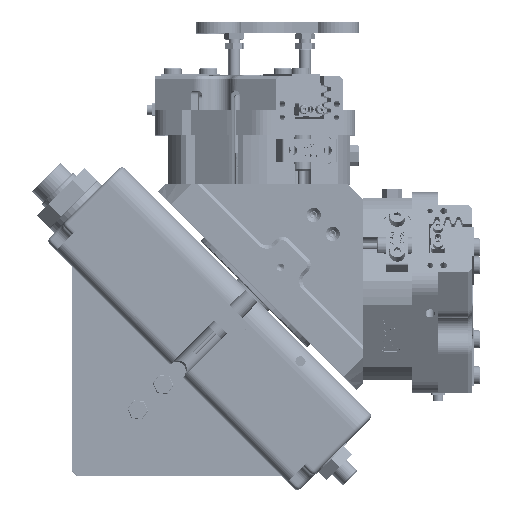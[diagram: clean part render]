
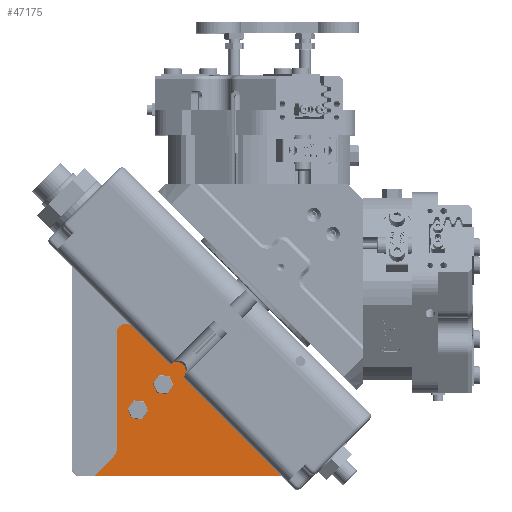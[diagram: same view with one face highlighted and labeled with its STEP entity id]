
A CAD part, top view. The second image highlights one B-rep face of the part: STEP entity #47175.
In plain terms, the highlighted planar face has unit normal (0, 0, 1).
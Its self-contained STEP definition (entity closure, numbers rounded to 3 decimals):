
#110 = DIRECTION ( 'NONE',  ( 0.707, -0.707, 0. ) ) ;
#2881 = ORIENTED_EDGE ( 'NONE', *, *, #59486, .F. ) ;
#3225 = DIRECTION ( 'NONE',  ( 1., 0., 0. ) ) ;
#4271 = VERTEX_POINT ( 'NONE', #110077 ) ;
#4558 = VERTEX_POINT ( 'NONE', #36947 ) ;
#6492 = VERTEX_POINT ( 'NONE', #11049 ) ;
#6546 = CIRCLE ( 'NONE', #73161, 4.05 ) ;
#7642 = DIRECTION ( 'NONE',  ( 0., 0., 1. ) ) ;
#8025 = LINE ( 'NONE', #68378, #64725 ) ;
#8554 = CARTESIAN_POINT ( 'NONE',  ( 25.592, -38.99, 207.7 ) ) ;
#9582 = DIRECTION ( 'NONE',  ( -0.707, 0.707, 0. ) ) ;
#11049 = CARTESIAN_POINT ( 'NONE',  ( 25.592, -19.06, 207.7 ) ) ;
#12575 = CARTESIAN_POINT ( 'NONE',  ( 12.935, -19.06, 207.7 ) ) ;
#14549 = EDGE_CURVE ( 'NONE', #68999, #88611, #55015, .T. ) ;
#15268 = ORIENTED_EDGE ( 'NONE', *, *, #42511, .T. ) ;
#22404 = ORIENTED_EDGE ( 'NONE', *, *, #23123, .F. ) ;
#22782 = CARTESIAN_POINT ( 'NONE',  ( 30.63, -19.15, 207.7 ) ) ;
#23123 = EDGE_CURVE ( 'NONE', #87037, #6492, #51228, .T. ) ;
#24218 = CARTESIAN_POINT ( 'NONE',  ( 27.802, -21.978, 207.7 ) ) ;
#25365 = DIRECTION ( 'NONE',  ( -0.707, 0.707, 0. ) ) ;
#25747 = ORIENTED_EDGE ( 'NONE', *, *, #14549, .F. ) ;
#25834 = EDGE_CURVE ( 'NONE', #6492, #65378, #58858, .T. ) ;
#26184 = EDGE_CURVE ( 'NONE', #87037, #64854, #46608, .T. ) ;
#28384 = VECTOR ( 'NONE', #50555, 1000. ) ;
#29553 = VERTEX_POINT ( 'NONE', #92583 ) ;
#31676 = EDGE_CURVE ( 'NONE', #4558, #4271, #74535, .T. ) ;
#32085 = CIRCLE ( 'NONE', #84984, 4. ) ;
#32256 = VERTEX_POINT ( 'NONE', #99487 ) ;
#33690 = EDGE_CURVE ( 'NONE', #29553, #88611, #8025, .T. ) ;
#34356 = CARTESIAN_POINT ( 'NONE',  ( 97.14, -85.66, 207.7 ) ) ;
#35965 = DIRECTION ( 'NONE',  ( 0., 0., 1. ) ) ;
#36947 = CARTESIAN_POINT ( 'NONE',  ( 47.435, -35.955, 207.7 ) ) ;
#37053 = DIRECTION ( 'NONE',  ( 1., -0.029, 0. ) ) ;
#37375 = CARTESIAN_POINT ( 'NONE',  ( 18.802, -73.588, 207.7 ) ) ;
#37730 = DIRECTION ( 'NONE',  ( -0.707, 0.707, 0. ) ) ;
#37844 = DIRECTION ( 'NONE',  ( 0., 0., 1. ) ) ;
#39996 = CARTESIAN_POINT ( 'NONE',  ( 25.067, -19.06, 207.7 ) ) ;
#40398 = LINE ( 'NONE', #22782, #28384 ) ;
#41762 = DIRECTION ( 'NONE',  ( 0., 0., -1. ) ) ;
#42027 = AXIS2_PLACEMENT_3D ( 'NONE', #24218, #7642, #25365 ) ;
#42148 = CARTESIAN_POINT ( 'NONE',  ( 50.471, -38.99, 207.7 ) ) ;
#42373 = VERTEX_POINT ( 'NONE', #80293 ) ;
#42511 = EDGE_CURVE ( 'NONE', #91244, #32256, #55577, .T. ) ;
#42779 = CARTESIAN_POINT ( 'NONE',  ( 53.506, -42.026, 207.7 ) ) ;
#42931 = CIRCLE ( 'NONE', #88583, 5. ) ;
#44708 = ORIENTED_EDGE ( 'NONE', *, *, #81971, .T. ) ;
#45804 = CARTESIAN_POINT ( 'NONE',  ( 53.496, -41.683, 207.7 ) ) ;
#45989 = ORIENTED_EDGE ( 'NONE', *, *, #26184, .T. ) ;
#46608 = CIRCLE ( 'NONE', #62285, 4. ) ;
#47175 = ADVANCED_FACE ( 'NONE', ( #51314 ), #51821, .F. ) ;
#50030 = ORIENTED_EDGE ( 'NONE', *, *, #31676, .F. ) ;
#50312 = EDGE_CURVE ( 'NONE', #32256, #29553, #42931, .T. ) ;
#50555 = DIRECTION ( 'NONE',  ( 0.707, -0.707, 0. ) ) ;
#51228 = LINE ( 'NONE', #12575, #60712 ) ;
#51314 = FACE_OUTER_BOUND ( 'NONE', #51676, .T. ) ;
#51676 = EDGE_LOOP ( 'NONE', ( #85679, #22404, #45989, #44708, #15268, #82625, #53740, #25747, #109714, #2881, #65724, #50030, #108458, #59353 ) ) ;
#51821 = PLANE ( 'NONE',  #53723 ) ;
#53723 = AXIS2_PLACEMENT_3D ( 'NONE', #86523, #59410, #94085 ) ;
#53740 = ORIENTED_EDGE ( 'NONE', *, *, #33690, .T. ) ;
#55015 = LINE ( 'NONE', #34356, #80669 ) ;
#55471 = VECTOR ( 'NONE', #107928, 1000. ) ;
#55577 = LINE ( 'NONE', #91919, #65153 ) ;
#56043 = CARTESIAN_POINT ( 'NONE',  ( 13.802, -85.66, 207.7 ) ) ;
#58478 = DIRECTION ( 'NONE',  ( -1., 0., 0. ) ) ;
#58858 = LINE ( 'NONE', #8554, #104654 ) ;
#59004 = VERTEX_POINT ( 'NONE', #108442 ) ;
#59353 = ORIENTED_EDGE ( 'NONE', *, *, #99177, .T. ) ;
#59410 = DIRECTION ( 'NONE',  ( 0., 0., -1. ) ) ;
#59486 = EDGE_CURVE ( 'NONE', #42373, #104337, #104099, .T. ) ;
#59797 = DIRECTION ( 'NONE',  ( 0., 1., 0. ) ) ;
#60712 = VECTOR ( 'NONE', #3225, 1000. ) ;
#61219 = CARTESIAN_POINT ( 'NONE',  ( 27.802, -21.978, 207.7 ) ) ;
#62285 = AXIS2_PLACEMENT_3D ( 'NONE', #107530, #37844, #63165 ) ;
#63165 = DIRECTION ( 'NONE',  ( -0.707, 0.707, 0. ) ) ;
#64725 = VECTOR ( 'NONE', #77026, 1000. ) ;
#64854 = VERTEX_POINT ( 'NONE', #78606 ) ;
#65153 = VECTOR ( 'NONE', #74607, 1000. ) ;
#65378 = VERTEX_POINT ( 'NONE', #77801 ) ;
#65724 = ORIENTED_EDGE ( 'NONE', *, *, #76407, .F. ) ;
#68213 = DIRECTION ( 'NONE',  ( -0.707, 0.707, 0. ) ) ;
#68378 = CARTESIAN_POINT ( 'NONE',  ( 13.802, -85.66, 207.7 ) ) ;
#68999 = VERTEX_POINT ( 'NONE', #78020 ) ;
#73161 = AXIS2_PLACEMENT_3D ( 'NONE', #42148, #41762, #68213 ) ;
#74535 = LINE ( 'NONE', #104871, #109467 ) ;
#74607 = DIRECTION ( 'NONE',  ( 0., -1., 0. ) ) ;
#75018 = VECTOR ( 'NONE', #110, 1000. ) ;
#76407 = EDGE_CURVE ( 'NONE', #4271, #42373, #6546, .T. ) ;
#77026 = DIRECTION ( 'NONE',  ( -0.707, -0.707, 0. ) ) ;
#77801 = CARTESIAN_POINT ( 'NONE',  ( 25.592, -18.644, 207.7 ) ) ;
#78020 = CARTESIAN_POINT ( 'NONE',  ( 97.14, -85.66, 207.7 ) ) ;
#78606 = CARTESIAN_POINT ( 'NONE',  ( 24.973, -19.15, 207.7 ) ) ;
#80293 = CARTESIAN_POINT ( 'NONE',  ( 53.496, -41.683, 207.7 ) ) ;
#80669 = VECTOR ( 'NONE', #58478, 1000. ) ;
#81971 = EDGE_CURVE ( 'NONE', #64854, #91244, #32085, .T. ) ;
#82625 = ORIENTED_EDGE ( 'NONE', *, *, #50312, .T. ) ;
#84984 = AXIS2_PLACEMENT_3D ( 'NONE', #61219, #35965, #9582 ) ;
#85470 = CIRCLE ( 'NONE', #42027, 4. ) ;
#85679 = ORIENTED_EDGE ( 'NONE', *, *, #25834, .F. ) ;
#86523 = CARTESIAN_POINT ( 'NONE',  ( 50.471, -38.99, 207.7 ) ) ;
#86696 = CARTESIAN_POINT ( 'NONE',  ( 53.506, -42.026, 207.7 ) ) ;
#87037 = VERTEX_POINT ( 'NONE', #39996 ) ;
#88583 = AXIS2_PLACEMENT_3D ( 'NONE', #37375, #89389, #37730 ) ;
#88611 = VERTEX_POINT ( 'NONE', #56043 ) ;
#89389 = DIRECTION ( 'NONE',  ( 0., 0., -1. ) ) ;
#91244 = VERTEX_POINT ( 'NONE', #95848 ) ;
#91518 = EDGE_CURVE ( 'NONE', #104337, #68999, #93924, .T. ) ;
#91919 = CARTESIAN_POINT ( 'NONE',  ( 23.802, -75.66, 207.7 ) ) ;
#92583 = CARTESIAN_POINT ( 'NONE',  ( 22.337, -77.124, 207.7 ) ) ;
#93924 = LINE ( 'NONE', #86696, #75018 ) ;
#94085 = DIRECTION ( 'NONE',  ( -0.707, 0.707, 0. ) ) ;
#95848 = CARTESIAN_POINT ( 'NONE',  ( 23.802, -21.978, 207.7 ) ) ;
#99177 = EDGE_CURVE ( 'NONE', #59004, #65378, #85470, .T. ) ;
#99487 = CARTESIAN_POINT ( 'NONE',  ( 23.802, -73.588, 207.7 ) ) ;
#103245 = EDGE_CURVE ( 'NONE', #59004, #4558, #40398, .T. ) ;
#104099 = LINE ( 'NONE', #45804, #55471 ) ;
#104337 = VERTEX_POINT ( 'NONE', #42779 ) ;
#104654 = VECTOR ( 'NONE', #59797, 1000. ) ;
#104871 = CARTESIAN_POINT ( 'NONE',  ( 47.435, -35.955, 207.7 ) ) ;
#107530 = CARTESIAN_POINT ( 'NONE',  ( 27.802, -21.978, 207.7 ) ) ;
#107928 = DIRECTION ( 'NONE',  ( 0.029, -1., 0. ) ) ;
#108442 = CARTESIAN_POINT ( 'NONE',  ( 30.63, -19.15, 207.7 ) ) ;
#108458 = ORIENTED_EDGE ( 'NONE', *, *, #103245, .F. ) ;
#109467 = VECTOR ( 'NONE', #37053, 1000. ) ;
#109714 = ORIENTED_EDGE ( 'NONE', *, *, #91518, .F. ) ;
#110077 = CARTESIAN_POINT ( 'NONE',  ( 47.778, -35.965, 207.7 ) ) ;
